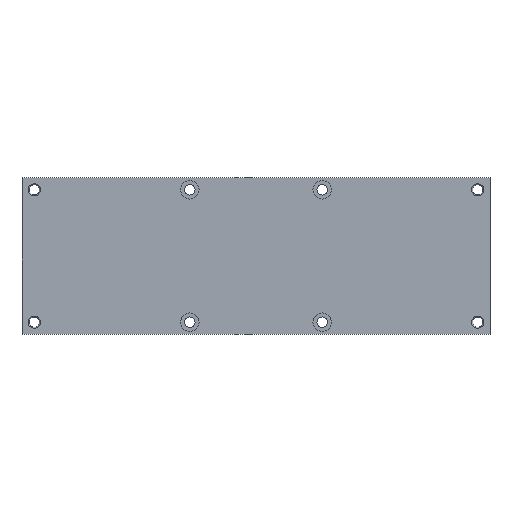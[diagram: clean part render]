
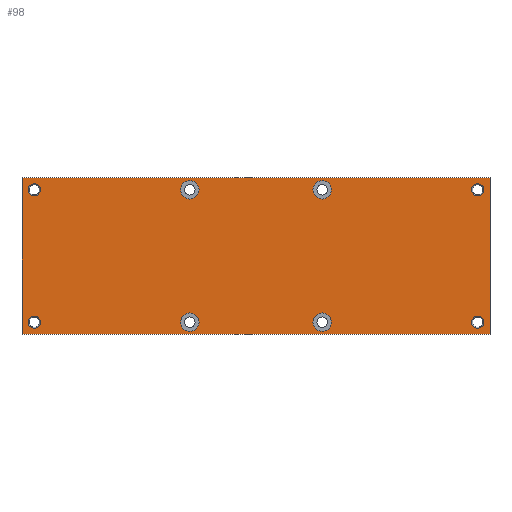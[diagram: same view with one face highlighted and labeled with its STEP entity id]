
A CAD part, top view. The second image highlights one B-rep face of the part: STEP entity #98.
In plain terms, the highlighted planar face has unit normal (0, 0, 1).
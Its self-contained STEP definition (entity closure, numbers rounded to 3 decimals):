
#98 = ADVANCED_FACE( '', ( #223, #224, #225, #226, #227, #228, #229, #230, #231 ), #232, .F. );
#223 = FACE_BOUND( '', #360, .T. );
#224 = FACE_BOUND( '', #361, .T. );
#225 = FACE_BOUND( '', #362, .T. );
#226 = FACE_BOUND( '', #363, .T. );
#227 = FACE_BOUND( '', #364, .T. );
#228 = FACE_BOUND( '', #365, .T. );
#229 = FACE_BOUND( '', #366, .T. );
#230 = FACE_BOUND( '', #367, .T. );
#231 = FACE_OUTER_BOUND( '', #368, .T. );
#232 = PLANE( '', #369 );
#360 = EDGE_LOOP( '', ( #547 ) );
#361 = EDGE_LOOP( '', ( #548 ) );
#362 = EDGE_LOOP( '', ( #549 ) );
#363 = EDGE_LOOP( '', ( #550 ) );
#364 = EDGE_LOOP( '', ( #551 ) );
#365 = EDGE_LOOP( '', ( #552 ) );
#366 = EDGE_LOOP( '', ( #553 ) );
#367 = EDGE_LOOP( '', ( #554 ) );
#368 = EDGE_LOOP( '', ( #555, #556, #557, #558 ) );
#369 = AXIS2_PLACEMENT_3D( '', #559, #560, #561 );
#547 = ORIENTED_EDGE( '', *, *, #649, .T. );
#548 = ORIENTED_EDGE( '', *, *, #628, .F. );
#549 = ORIENTED_EDGE( '', *, *, #667, .F. );
#550 = ORIENTED_EDGE( '', *, *, #668, .T. );
#551 = ORIENTED_EDGE( '', *, *, #625, .T. );
#552 = ORIENTED_EDGE( '', *, *, #615, .F. );
#553 = ORIENTED_EDGE( '', *, *, #661, .F. );
#554 = ORIENTED_EDGE( '', *, *, #669, .T. );
#555 = ORIENTED_EDGE( '', *, *, #670, .F. );
#556 = ORIENTED_EDGE( '', *, *, #652, .F. );
#557 = ORIENTED_EDGE( '', *, *, #612, .F. );
#558 = ORIENTED_EDGE( '', *, *, #642, .F. );
#559 = CARTESIAN_POINT( '', ( -191., 64., 15.5 ) );
#560 = DIRECTION( '', ( 0., 0., -1. ) );
#561 = DIRECTION( '', ( 0., 1., 0. ) );
#612 = EDGE_CURVE( '', #689, #691, #692, .T. );
#615 = EDGE_CURVE( '', #695, #695, #696, .T. );
#625 = EDGE_CURVE( '', #711, #711, #712, .T. );
#628 = EDGE_CURVE( '', #716, #716, #717, .T. );
#642 = EDGE_CURVE( '', #737, #689, #739, .T. );
#649 = EDGE_CURVE( '', #749, #749, #750, .T. );
#652 = EDGE_CURVE( '', #691, #754, #755, .T. );
#661 = EDGE_CURVE( '', #768, #768, #769, .T. );
#667 = EDGE_CURVE( '', #776, #776, #777, .T. );
#668 = EDGE_CURVE( '', #778, #778, #779, .T. );
#669 = EDGE_CURVE( '', #780, #780, #781, .T. );
#670 = EDGE_CURVE( '', #754, #737, #782, .T. );
#689 = VERTEX_POINT( '', #804 );
#691 = VERTEX_POINT( '', #807 );
#692 = LINE( '', #808, #809 );
#695 = VERTEX_POINT( '', #813 );
#696 = CIRCLE( '', #814, 5. );
#711 = VERTEX_POINT( '', #829 );
#712 = CIRCLE( '', #830, 5. );
#716 = VERTEX_POINT( '', #834 );
#717 = CIRCLE( '', #835, 7.5 );
#737 = VERTEX_POINT( '', #856 );
#739 = LINE( '', #859, #860 );
#749 = VERTEX_POINT( '', #870 );
#750 = CIRCLE( '', #871, 7.5 );
#754 = VERTEX_POINT( '', #876 );
#755 = LINE( '', #877, #878 );
#768 = VERTEX_POINT( '', #893 );
#769 = CIRCLE( '', #894, 5. );
#776 = VERTEX_POINT( '', #901 );
#777 = CIRCLE( '', #902, 7.5 );
#778 = VERTEX_POINT( '', #903 );
#779 = CIRCLE( '', #904, 7.5 );
#780 = VERTEX_POINT( '', #905 );
#781 = CIRCLE( '', #906, 5. );
#782 = LINE( '', #907, #908 );
#804 = CARTESIAN_POINT( '', ( 191., 64., 15.5 ) );
#807 = CARTESIAN_POINT( '', ( 191., -64., 15.5 ) );
#808 = CARTESIAN_POINT( '', ( 191., 64., 15.5 ) );
#809 = VECTOR( '', #928, 1000. );
#813 = CARTESIAN_POINT( '', ( 186., -54., 15.5 ) );
#814 = AXIS2_PLACEMENT_3D( '', #930, #931, #932 );
#829 = CARTESIAN_POINT( '', ( -186., -54., 15.5 ) );
#830 = AXIS2_PLACEMENT_3D( '', #948, #949, #950 );
#834 = CARTESIAN_POINT( '', ( 61.5, -54., 15.5 ) );
#835 = AXIS2_PLACEMENT_3D( '', #954, #955, #956 );
#856 = CARTESIAN_POINT( '', ( -191., 64., 15.5 ) );
#859 = CARTESIAN_POINT( '', ( -191., 64., 15.5 ) );
#860 = VECTOR( '', #977, 1000. );
#870 = CARTESIAN_POINT( '', ( -61.5, -54., 15.5 ) );
#871 = AXIS2_PLACEMENT_3D( '', #987, #988, #989 );
#876 = CARTESIAN_POINT( '', ( -191., -64., 15.5 ) );
#877 = CARTESIAN_POINT( '', ( 191., -64., 15.5 ) );
#878 = VECTOR( '', #991, 1000. );
#893 = CARTESIAN_POINT( '', ( -186., 54., 15.5 ) );
#894 = AXIS2_PLACEMENT_3D( '', #1006, #1007, #1008 );
#901 = CARTESIAN_POINT( '', ( -61.5, 54., 15.5 ) );
#902 = AXIS2_PLACEMENT_3D( '', #1012, #1013, #1014 );
#903 = CARTESIAN_POINT( '', ( 61.5, 54., 15.5 ) );
#904 = AXIS2_PLACEMENT_3D( '', #1015, #1016, #1017 );
#905 = CARTESIAN_POINT( '', ( 186., 54., 15.5 ) );
#906 = AXIS2_PLACEMENT_3D( '', #1018, #1019, #1020 );
#907 = CARTESIAN_POINT( '', ( -191., -64., 15.5 ) );
#908 = VECTOR( '', #1021, 1000. );
#928 = DIRECTION( '', ( 0., -1., 0. ) );
#930 = CARTESIAN_POINT( '', ( 181., -54., 15.5 ) );
#931 = DIRECTION( '', ( 0., 0., 1. ) );
#932 = DIRECTION( '', ( 1., 0., 0. ) );
#948 = CARTESIAN_POINT( '', ( -181., -54., 15.5 ) );
#949 = DIRECTION( '', ( 0., 0., -1. ) );
#950 = DIRECTION( '', ( -1., 0., 0. ) );
#954 = CARTESIAN_POINT( '', ( 54., -54., 15.5 ) );
#955 = DIRECTION( '', ( 0., 0., 1. ) );
#956 = DIRECTION( '', ( 1., 0., 0. ) );
#977 = DIRECTION( '', ( 1., 0., 0. ) );
#987 = CARTESIAN_POINT( '', ( -54., -54., 15.5 ) );
#988 = DIRECTION( '', ( 0., 0., -1. ) );
#989 = DIRECTION( '', ( -1., 0., 0. ) );
#991 = DIRECTION( '', ( -1., 0., 0. ) );
#1006 = CARTESIAN_POINT( '', ( -181., 54., 15.5 ) );
#1007 = DIRECTION( '', ( 0., 0., 1. ) );
#1008 = DIRECTION( '', ( -1., 0., 0. ) );
#1012 = CARTESIAN_POINT( '', ( -54., 54., 15.5 ) );
#1013 = DIRECTION( '', ( 0., 0., 1. ) );
#1014 = DIRECTION( '', ( -1., 0., 0. ) );
#1015 = CARTESIAN_POINT( '', ( 54., 54., 15.5 ) );
#1016 = DIRECTION( '', ( 0., 0., -1. ) );
#1017 = DIRECTION( '', ( 1., 0., 0. ) );
#1018 = CARTESIAN_POINT( '', ( 181., 54., 15.5 ) );
#1019 = DIRECTION( '', ( 0., 0., -1. ) );
#1020 = DIRECTION( '', ( 1., 0., 0. ) );
#1021 = DIRECTION( '', ( 0., 1., 0. ) );
